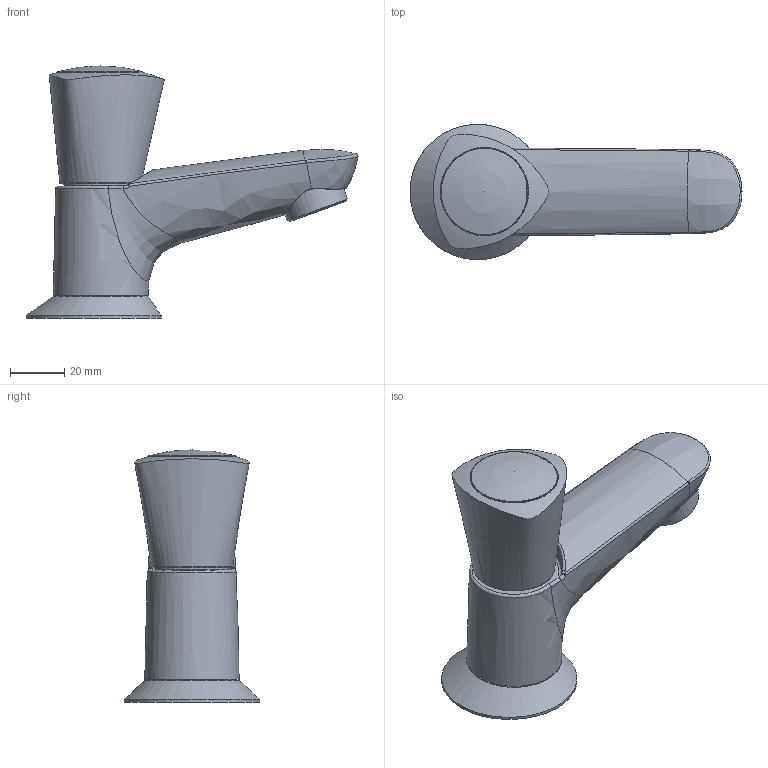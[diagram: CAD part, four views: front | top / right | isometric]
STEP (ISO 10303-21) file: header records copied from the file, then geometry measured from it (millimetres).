
FILE_DESCRIPTION(/* description */ ('Unknown'),/* implementation_level */ '2;1');
FILE_NAME(/* name */ '20405001',/* time_stamp */ '2022-09-08T06:06:25+02:00',/* author */ ('Unknown'),/* organization */ ('GROHE AG'),/* preprocessor_version */ 'ST-DEVELOPER v16.7',/* originating_system */ 'DEX',/* authorisation */ $);
FILE_SCHEMA (('AUTOMOTIVE_DESIGN {1 0 10303 214 3 1 1}'));
Length unit declared in the file: millimetre
Products named in the file (3): 2040501; id45
Assembly tree (2 placements, depth 2):
  2040501
    2040501
    id45
Bounding box: 122.69 x 50 x 93.16 mm (x, y, z)
Volume: 11997 mm3; surface area: 25237.3 mm2
Topology: 1 solids, 7 shells, 53 faces, 130 edges, 78 vertices
Faces by surface type: bspline 31, plane 8, cylinder 6, cone 4, sphere 3, torus 1
Full cylindrical faces by diameter (mm): 22.4 x1, 23.6 x1, 24.5 x1, 32.5 x1, 32.676 x1, 50 x1
Entity records: 4359 total; most frequent: CARTESIAN_POINT 3139, ORIENTED_EDGE 183, DIRECTION 116, EDGE_CURVE 104, VERTEX_POINT 72, EDGE_LOOP 72, FACE_BOUND 72, B_SPLINE_CURVE_WITH_KNOTS 71
